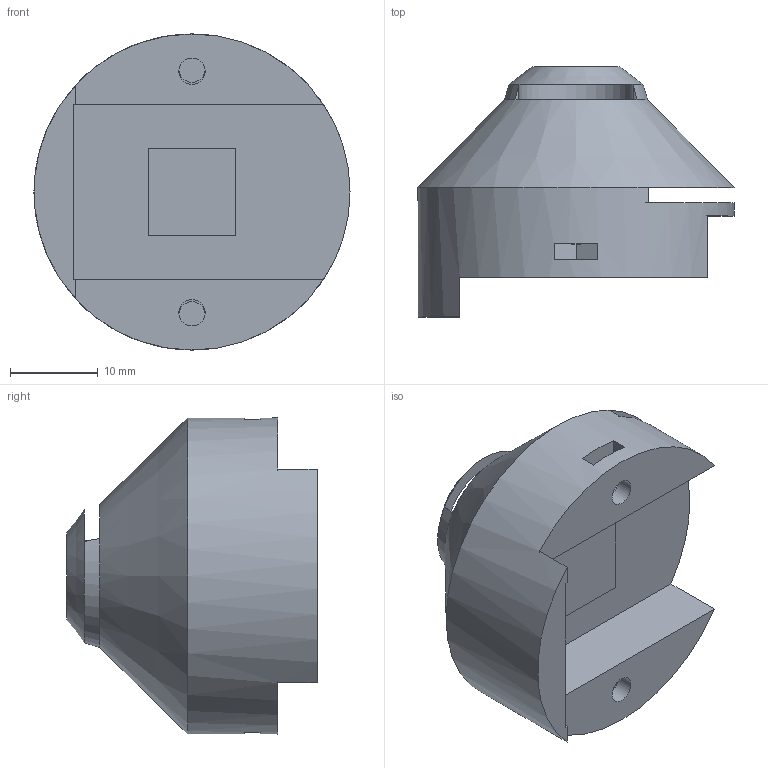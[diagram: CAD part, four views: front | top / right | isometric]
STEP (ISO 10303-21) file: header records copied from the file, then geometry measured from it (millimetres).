
FILE_DESCRIPTION(/* description */ (''),/* implementation_level */ '2;1');
FILE_NAME(/* name */ 'MouseGoggles 1.0mono MouseEyepieceFrontV3.step',/* time_stamp */ '2024-01-22T06:29:49-05:00',/* author */ (''),/* organization */ (''),/* preprocessor_version */ 'ST-DEVELOPER v20',/* originating_system */ 'Autodesk Translation Framework v12.14.0.127',/* authorisation */ '');
FILE_SCHEMA (('AUTOMOTIVE_DESIGN { 1 0 10303 214 3 1 1 }'));
Length unit declared in the file: millimetre
Products named in the file (1): MouseGoggles 1.0mono MouseEyepieceFrontV3
Bounding box: 36 x 28.5 x 36 mm (x, y, z)
Volume: 6871.7 mm3; surface area: 6690.9 mm2
Topology: 1 solids, 1 shells, 55 faces, 136 edges, 88 vertices
Faces by surface type: plane 40, cylinder 10, cone 5
Full cylindrical faces by diameter (mm): 3 x4, 36 x1
Entity records: 1685 total; most frequent: DIRECTION 291, CARTESIAN_POINT 280, ORIENTED_EDGE 272, EDGE_CURVE 136, AXIS2_PLACEMENT_3D 99, LINE 93, VECTOR 93, VERTEX_POINT 88
